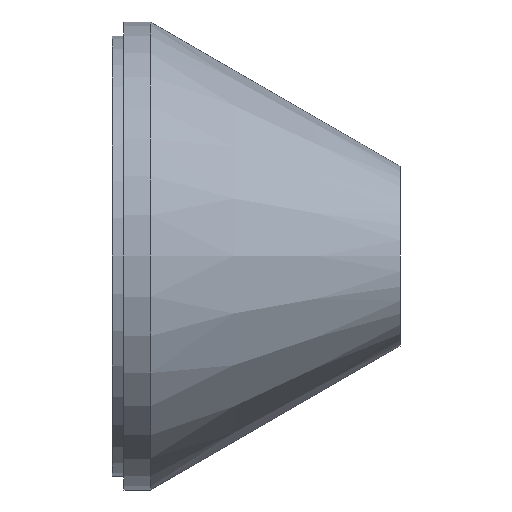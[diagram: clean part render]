
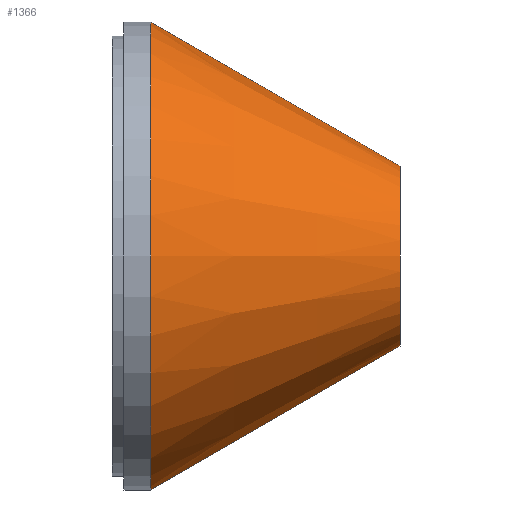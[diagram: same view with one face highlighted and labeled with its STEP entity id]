
A CAD part, front view. The second image highlights one B-rep face of the part: STEP entity #1366.
In plain terms, the highlighted conical face has half-angle 30 degrees and reference radius 22.5 mm.
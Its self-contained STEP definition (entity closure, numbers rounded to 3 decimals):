
#12 = EDGE_CURVE ( 'NONE', #1468, #1390, #1165, .T. ) ;
#101 = DIRECTION ( 'NONE',  ( -0.866, 0., -0.5 ) ) ;
#130 = VECTOR ( 'NONE', #417, 1000. ) ;
#234 = ORIENTED_EDGE ( 'NONE', *, *, #1309, .F. ) ;
#248 = DIRECTION ( 'NONE',  ( -1., 0., 0. ) ) ;
#250 = CIRCLE ( 'NONE', #427, 22.5 ) ;
#254 = VERTEX_POINT ( 'NONE', #875 ) ;
#285 = FACE_OUTER_BOUND ( 'NONE', #980, .T. ) ;
#313 = ORIENTED_EDGE ( 'NONE', *, *, #879, .T. ) ;
#343 = DIRECTION ( 'NONE',  ( 0., 0., 1. ) ) ;
#347 = CIRCLE ( 'NONE', #606, 58.5 ) ;
#357 = VECTOR ( 'NONE', #101, 1000. ) ;
#369 = CARTESIAN_POINT ( 'NONE',  ( 9.646, 0., -58.5 ) ) ;
#393 = DIRECTION ( 'NONE',  ( 0., 0., 1. ) ) ;
#417 = DIRECTION ( 'NONE',  ( -0.866, 0., 0.5 ) ) ;
#427 = AXIS2_PLACEMENT_3D ( 'NONE', #577, #1392, #343 ) ;
#471 = CARTESIAN_POINT ( 'NONE',  ( 72., 0., -22.5 ) ) ;
#494 = ORIENTED_EDGE ( 'NONE', *, *, #12, .F. ) ;
#509 = CONICAL_SURFACE ( 'NONE', #532, 22.5, 0.524 ) ;
#532 = AXIS2_PLACEMENT_3D ( 'NONE', #1318, #876, #393 ) ;
#577 = CARTESIAN_POINT ( 'NONE',  ( 72., 0., 0. ) ) ;
#601 = CARTESIAN_POINT ( 'NONE',  ( 72., 0., -22.5 ) ) ;
#606 = AXIS2_PLACEMENT_3D ( 'NONE', #1182, #248, #1382 ) ;
#746 = VERTEX_POINT ( 'NONE', #950 ) ;
#875 = CARTESIAN_POINT ( 'NONE',  ( 72., 0., 22.5 ) ) ;
#876 = DIRECTION ( 'NONE',  ( -1., 0., 0. ) ) ;
#879 = EDGE_CURVE ( 'NONE', #254, #746, #1225, .T. ) ;
#950 = CARTESIAN_POINT ( 'NONE',  ( 9.646, 0., 58.5 ) ) ;
#980 = EDGE_LOOP ( 'NONE', ( #494, #1107, #313, #234 ) ) ;
#1107 = ORIENTED_EDGE ( 'NONE', *, *, #1465, .T. ) ;
#1165 = LINE ( 'NONE', #601, #357 ) ;
#1182 = CARTESIAN_POINT ( 'NONE',  ( 9.646, 0., 0. ) ) ;
#1225 = LINE ( 'NONE', #1453, #130 ) ;
#1309 = EDGE_CURVE ( 'NONE', #1390, #746, #347, .T. ) ;
#1318 = CARTESIAN_POINT ( 'NONE',  ( 72., 0., 0. ) ) ;
#1366 = ADVANCED_FACE ( 'NONE', ( #285 ), #509, .T. ) ;
#1382 = DIRECTION ( 'NONE',  ( 0., 0., 1. ) ) ;
#1390 = VERTEX_POINT ( 'NONE', #369 ) ;
#1392 = DIRECTION ( 'NONE',  ( -1., 0., 0. ) ) ;
#1453 = CARTESIAN_POINT ( 'NONE',  ( 72., 0., 22.5 ) ) ;
#1465 = EDGE_CURVE ( 'NONE', #1468, #254, #250, .T. ) ;
#1468 = VERTEX_POINT ( 'NONE', #471 ) ;
